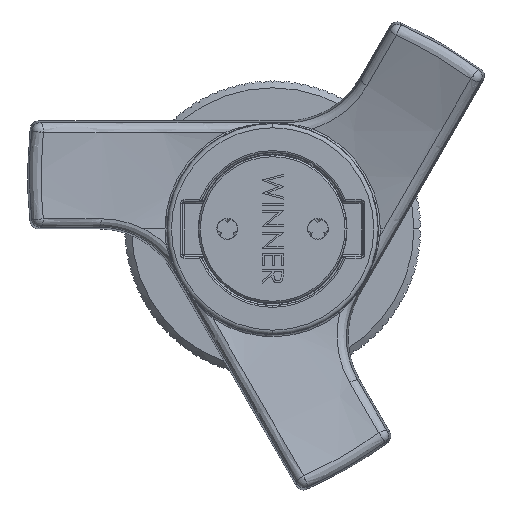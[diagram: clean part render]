
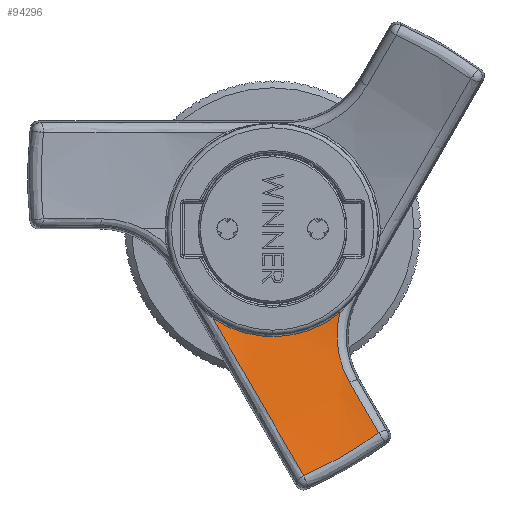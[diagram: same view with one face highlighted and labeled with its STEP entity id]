
A CAD part, left-side view. The second image highlights one B-rep face of the part: STEP entity #94296.
In plain terms, the highlighted spherical face has radius 70 mm.
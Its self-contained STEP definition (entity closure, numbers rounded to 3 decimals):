
#225 = CARTESIAN_POINT ( 'NONE',  ( -42.413, -7.634, -11.732 ) ) ;
#673 = FACE_OUTER_BOUND ( 'NONE', #71842, .T. ) ;
#929 = EDGE_CURVE ( 'NONE', #64595, #23648, #39703, .T. ) ;
#1771 = CARTESIAN_POINT ( 'NONE',  ( -42.167, -7.927, -9.961 ) ) ;
#2162 = B_SPLINE_CURVE_WITH_KNOTS ( 'NONE', 3,
 ( #17413, #76677, #2170, #54382 ),
 .UNSPECIFIED., .F., .F.,
 ( 4, 4 ),
 ( 0., 0.01 ),
 .UNSPECIFIED. ) ;
#2170 = CARTESIAN_POINT ( 'NONE',  ( -46.694, -9.754, -26.103 ) ) ;
#2682 = ORIENTED_EDGE ( 'NONE', *, *, #60182, .T. ) ;
#4048 = CARTESIAN_POINT ( 'NONE',  ( -42.167, 0., 0. ) ) ;
#6374 = EDGE_CURVE ( 'NONE', #23648, #66078, #27281, .T. ) ;
#7377 = CARTESIAN_POINT ( 'NONE',  ( -42.255, -7.771, -10.668 ) ) ;
#8034 = CARTESIAN_POINT ( 'NONE',  ( -43.052, -7.824, -14.913 ) ) ;
#8400 = CARTESIAN_POINT ( 'NONE',  ( -111., 0., 0. ) ) ;
#10269 = DIRECTION ( 'NONE',  ( 1., 0., 0. ) ) ;
#12897 = EDGE_CURVE ( 'NONE', #66078, #34352, #29319, .T. ) ;
#15174 = CARTESIAN_POINT ( 'NONE',  ( -46.479, -12.52, -24.09 ) ) ;
#17413 = CARTESIAN_POINT ( 'NONE',  ( -47.481, -3.676, -29.186 ) ) ;
#18976 = DIRECTION ( 'NONE',  ( 0., 0., 1. ) ) ;
#20866 = CARTESIAN_POINT ( 'NONE',  ( -42.319, 6.131, -12.195 ) ) ;
#22632 = CARTESIAN_POINT ( 'NONE',  ( -43.224, -7.991, -15.592 ) ) ;
#23648 = VERTEX_POINT ( 'NONE', #30374 ) ;
#26355 = VERTEX_POINT ( 'NONE', #28478 ) ;
#27281 = B_SPLINE_CURVE_WITH_KNOTS ( 'NONE', 3,
 ( #96158, #37550, #36587, #22632, #8034, #44649, #88349, #67314, #74766, #225, #58912, #7377, #89328, #60209 ),
 .UNSPECIFIED., .F., .F.,
 ( 4, 2, 2, 2, 2, 2, 4 ),
 ( 0., 0.002, 0.004, 0.005, 0.007, 0.008, 0.009 ),
 .UNSPECIFIED. ) ;
#28478 = CARTESIAN_POINT ( 'NONE',  ( -47.481, -3.676, -29.186 ) ) ;
#29319 = CIRCLE ( 'NONE', #85164, 12.73 ) ;
#29486 = DIRECTION ( 'NONE',  ( 0., 0., 1. ) ) ;
#30374 = CARTESIAN_POINT ( 'NONE',  ( -44.009, -9.091, -18.152 ) ) ;
#33180 = SPHERICAL_SURFACE ( 'NONE', #40532, 70. ) ;
#34352 = VERTEX_POINT ( 'NONE', #85063 ) ;
#35701 = ORIENTED_EDGE ( 'NONE', *, *, #40370, .T. ) ;
#36587 = CARTESIAN_POINT ( 'NONE',  ( -43.596, -8.449, -16.908 ) ) ;
#37550 = CARTESIAN_POINT ( 'NONE',  ( -43.797, -8.741, -17.548 ) ) ;
#39703 = B_SPLINE_CURVE_WITH_KNOTS ( 'NONE', 3,
 ( #64829, #87458, #73210, #88103 ),
 .UNSPECIFIED., .F., .F.,
 ( 4, 4 ),
 ( 0., 0.007 ),
 .UNSPECIFIED. ) ;
#40370 = EDGE_CURVE ( 'NONE', #26355, #64595, #2162, .T. ) ;
#40532 = AXIS2_PLACEMENT_3D ( 'NONE', #8400, #29486, #81573 ) ;
#42561 = CARTESIAN_POINT ( 'NONE',  ( -46.025, -1.971, -26.233 ) ) ;
#44649 = CARTESIAN_POINT ( 'NONE',  ( -42.815, -7.67, -13.86 ) ) ;
#44725 = B_SPLINE_CURVE_WITH_KNOTS ( 'NONE', 3,
 ( #87233, #20866, #86919, #80426, #72029, #50349, #42561, #86600 ),
 .UNSPECIFIED., .F., .F.,
 ( 4, 2, 2, 4 ),
 ( 0.007, 0.013, 0.018, 0.029 ),
 .UNSPECIFIED. ) ;
#48272 = ORIENTED_EDGE ( 'NONE', *, *, #6374, .T. ) ;
#50349 = CARTESIAN_POINT ( 'NONE',  ( -44.852, -0.22, -23.198 ) ) ;
#54382 = CARTESIAN_POINT ( 'NONE',  ( -46.479, -12.52, -24.09 ) ) ;
#58912 = CARTESIAN_POINT ( 'NONE',  ( -42.357, -7.668, -11.377 ) ) ;
#60182 = EDGE_CURVE ( 'NONE', #34352, #26355, #44725, .T. ) ;
#60209 = CARTESIAN_POINT ( 'NONE',  ( -42.167, -7.927, -9.961 ) ) ;
#64430 = ORIENTED_EDGE ( 'NONE', *, *, #12897, .T. ) ;
#64567 = ORIENTED_EDGE ( 'NONE', *, *, #929, .T. ) ;
#64595 = VERTEX_POINT ( 'NONE', #15174 ) ;
#64829 = CARTESIAN_POINT ( 'NONE',  ( -46.479, -12.52, -24.09 ) ) ;
#66078 = VERTEX_POINT ( 'NONE', #1771 ) ;
#67314 = CARTESIAN_POINT ( 'NONE',  ( -42.599, -7.601, -12.795 ) ) ;
#71842 = EDGE_LOOP ( 'NONE', ( #48272, #64430, #2682, #35701, #64567 ) ) ;
#72029 = CARTESIAN_POINT ( 'NONE',  ( -43.516, 2.478, -18.524 ) ) ;
#73210 = CARTESIAN_POINT ( 'NONE',  ( -44.712, -10.254, -20.167 ) ) ;
#74766 = CARTESIAN_POINT ( 'NONE',  ( -42.534, -7.601, -12.441 ) ) ;
#76677 = CARTESIAN_POINT ( 'NONE',  ( -47.029, -6.783, -27.812 ) ) ;
#80426 = CARTESIAN_POINT ( 'NONE',  ( -43.143, 3.385, -16.953 ) ) ;
#81573 = DIRECTION ( 'NONE',  ( 0., 1., 0. ) ) ;
#85063 = CARTESIAN_POINT ( 'NONE',  ( -42.167, 7.053, -10.597 ) ) ;
#85164 = AXIS2_PLACEMENT_3D ( 'NONE', #4048, #10269, #18976 ) ;
#86600 = CARTESIAN_POINT ( 'NONE',  ( -47.481, -3.676, -29.186 ) ) ;
#86919 = CARTESIAN_POINT ( 'NONE',  ( -42.545, 5.21, -13.791 ) ) ;
#87233 = CARTESIAN_POINT ( 'NONE',  ( -42.167, 7.053, -10.597 ) ) ;
#87458 = CARTESIAN_POINT ( 'NONE',  ( -45.537, -11.399, -22.149 ) ) ;
#88103 = CARTESIAN_POINT ( 'NONE',  ( -44.009, -9.091, -18.152 ) ) ;
#88349 = CARTESIAN_POINT ( 'NONE',  ( -42.74, -7.636, -13.504 ) ) ;
#89328 = CARTESIAN_POINT ( 'NONE',  ( -42.208, -7.84, -10.311 ) ) ;
#94296 = ADVANCED_FACE ( 'NONE', ( #673 ), #33180, .F. ) ;
#96158 = CARTESIAN_POINT ( 'NONE',  ( -44.009, -9.091, -18.152 ) ) ;
